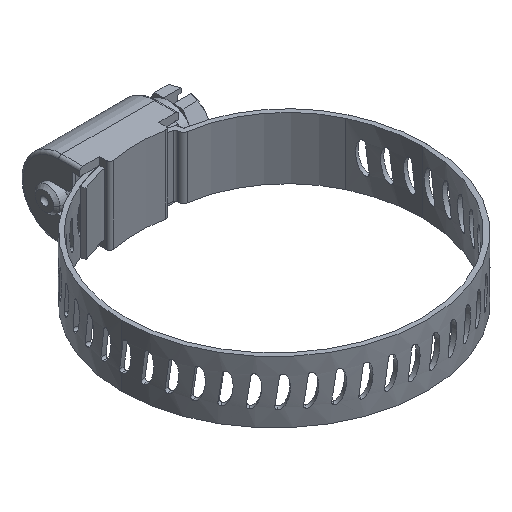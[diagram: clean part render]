
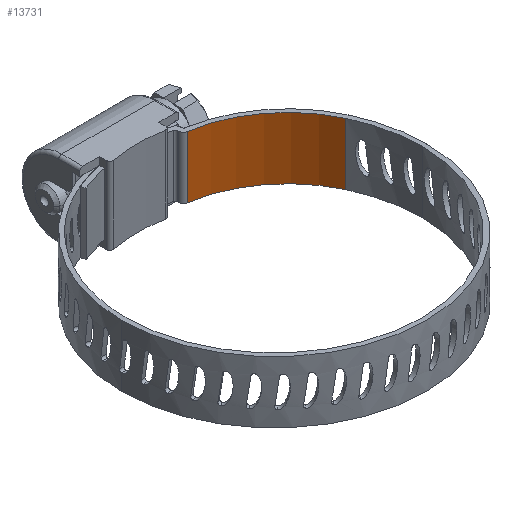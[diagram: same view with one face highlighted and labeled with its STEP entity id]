
A CAD part, isometric view. The second image highlights one B-rep face of the part: STEP entity #13731.
In plain terms, the highlighted cylindrical face has radius 15.421 mm (diameter 30.843 mm), a partial arc.
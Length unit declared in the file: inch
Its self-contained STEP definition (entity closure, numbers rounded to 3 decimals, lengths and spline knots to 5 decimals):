
#846 = DIRECTION ( 'NONE',  ( 0., 0., -1. ) ) ;
#1216 = CIRCLE ( 'NONE', #16227, 0.60715 ) ;
#1235 = DIRECTION ( 'NONE',  ( 0., 0., -1. ) ) ;
#1799 = EDGE_LOOP ( 'NONE', ( #11529, #13313, #15103, #14195 ) ) ;
#3265 = VERTEX_POINT ( 'NONE', #10563 ) ;
#3431 = EDGE_CURVE ( 'NONE', #12579, #3265, #1216, .T. ) ;
#5338 = EDGE_CURVE ( 'NONE', #8422, #12579, #8570, .T. ) ;
#5450 = CARTESIAN_POINT ( 'NONE',  ( 0.21959, 0.66079, 0.15625 ) ) ;
#5695 = CARTESIAN_POINT ( 'NONE',  ( 0.12947, 0.06037, 0.15625 ) ) ;
#5771 = CYLINDRICAL_SURFACE ( 'NONE', #17710, 0.60715 ) ;
#5917 = VERTEX_POINT ( 'NONE', #11226 ) ;
#6236 = FACE_OUTER_BOUND ( 'NONE', #1799, .T. ) ;
#7128 = DIRECTION ( 'NONE',  ( 0., 0., -1. ) ) ;
#7267 = CARTESIAN_POINT ( 'NONE',  ( 0.67973, 0.31696, 0.15625 ) ) ;
#7280 = CARTESIAN_POINT ( 'NONE',  ( 0.21959, 0.66079, -0.15625 ) ) ;
#7832 = CIRCLE ( 'NONE', #13791, 0.60715 ) ;
#8422 = VERTEX_POINT ( 'NONE', #13267 ) ;
#8570 = LINE ( 'NONE', #5450, #11978 ) ;
#8728 = DIRECTION ( 'NONE',  ( 0., 0., -1. ) ) ;
#9414 = CARTESIAN_POINT ( 'NONE',  ( 0.12947, 0.06037, -0.15625 ) ) ;
#9822 = CARTESIAN_POINT ( 'NONE',  ( 0.12947, 0.06037, 0.15625 ) ) ;
#10563 = CARTESIAN_POINT ( 'NONE',  ( 0.67973, 0.31696, -0.15625 ) ) ;
#10882 = DIRECTION ( 'NONE',  ( 1., 0., 0. ) ) ;
#11155 = EDGE_CURVE ( 'NONE', #8422, #5917, #7832, .T. ) ;
#11226 = CARTESIAN_POINT ( 'NONE',  ( 0.67973, 0.31696, 0.15625 ) ) ;
#11280 = DIRECTION ( 'NONE',  ( 1., 0., 0. ) ) ;
#11529 = ORIENTED_EDGE ( 'NONE', *, *, #11155, .F. ) ;
#11846 = LINE ( 'NONE', #7267, #15171 ) ;
#11978 = VECTOR ( 'NONE', #15460, 39.37008 ) ;
#12327 = DIRECTION ( 'NONE',  ( -1., 0., 0. ) ) ;
#12579 = VERTEX_POINT ( 'NONE', #7280 ) ;
#13267 = CARTESIAN_POINT ( 'NONE',  ( 0.21959, 0.66079, 0.15625 ) ) ;
#13313 = ORIENTED_EDGE ( 'NONE', *, *, #5338, .T. ) ;
#13731 = ADVANCED_FACE ( 'NONE', ( #6236 ), #5771, .F. ) ;
#13791 = AXIS2_PLACEMENT_3D ( 'NONE', #9822, #1235, #11280 ) ;
#14195 = ORIENTED_EDGE ( 'NONE', *, *, #16608, .F. ) ;
#15103 = ORIENTED_EDGE ( 'NONE', *, *, #3431, .T. ) ;
#15171 = VECTOR ( 'NONE', #8728, 39.37008 ) ;
#15460 = DIRECTION ( 'NONE',  ( 0., 0., -1. ) ) ;
#16227 = AXIS2_PLACEMENT_3D ( 'NONE', #9414, #846, #10882 ) ;
#16608 = EDGE_CURVE ( 'NONE', #5917, #3265, #11846, .T. ) ;
#17710 = AXIS2_PLACEMENT_3D ( 'NONE', #5695, #7128, #12327 ) ;
